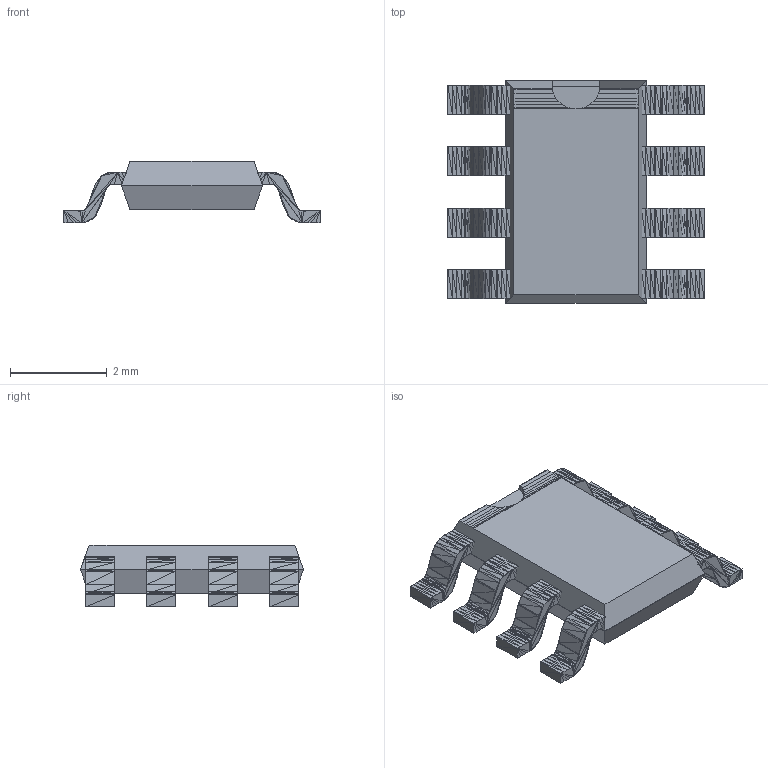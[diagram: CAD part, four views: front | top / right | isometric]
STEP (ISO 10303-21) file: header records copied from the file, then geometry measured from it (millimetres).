
FILE_DESCRIPTION(('shape.step'),'2;1');
FILE_NAME('shape.step','2026-02-09',('tscircuit'),('tscircuit'),'generator','','');
FILE_SCHEMA(('AUTOMOTIVE_DESIGN { 1 0 10303 214 1 1 1 1 }'));
Length unit declared in the file: millimetre
Products named in the file (1): shape
Bounding box: 5.3 x 4.61 x 1.28 mm (x, y, z)
Volume: 13.5 mm3; surface area: 64.4 mm2
Topology: 9 solids, 9 shells, 1491 faces, 2279 edges, 806 vertices
Faces by surface type: plane 1491
Entity records: 27247 total; most frequent: DIRECTION 5263, ORIENTED_EDGE 4558, CARTESIAN_POINT 2298, VECTOR 2279, LINE 2279, EDGE_CURVE 2279, AXIS2_PLACEMENT_3D 1492, PLANE 1491
